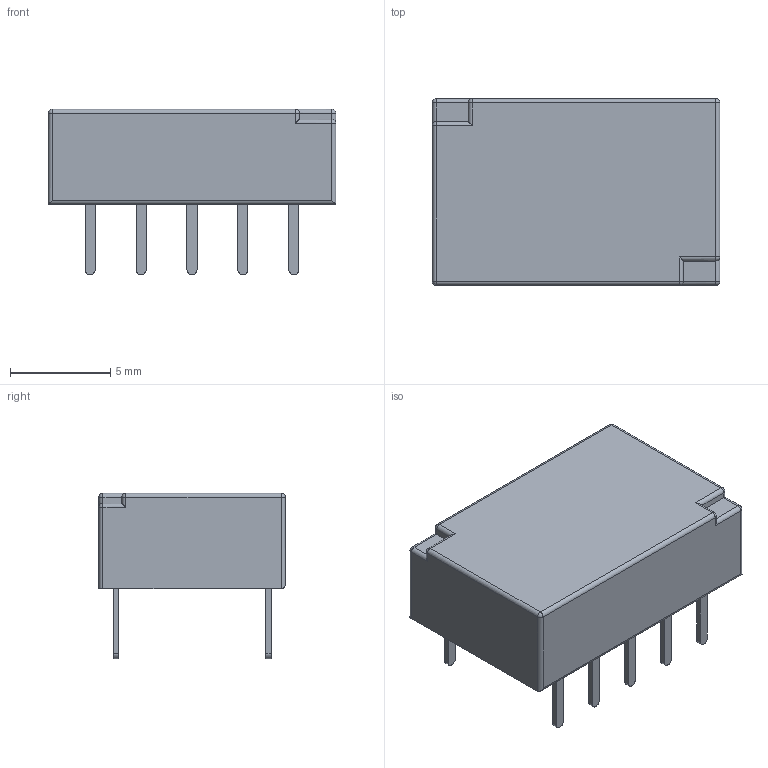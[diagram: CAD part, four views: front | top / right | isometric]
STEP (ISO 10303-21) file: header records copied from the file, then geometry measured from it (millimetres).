
FILE_DESCRIPTION (( 'STEP AP214' ), '1' );
FILE_NAME ('RELAYS-TH_P-24.step', '2022-07-09T14:29:45', ( '' ), ( '' ), 'SwSTEP 2.0', 'SolidWorks 2020', '' );
FILE_SCHEMA (( 'AUTOMOTIVE_DESIGN' ));
Length unit declared in the file: millimetre
Products named in the file (1): RELAYS-TH_P-24
Bounding box: 14.35 x 9.31 x 8.25 mm (x, y, z)
Volume: 635.4 mm3; surface area: 539.1 mm2
Topology: 16 solids, 16 shells, 394 faces, 1005 edges, 654 vertices
Faces by surface type: plane 236, bspline 112, cylinder 38, sphere 8
Entity records: 16746 total; most frequent: CARTESIAN_POINT 4174, ORIENTED_EDGE 1994, DIRECTION 1387, EDGE_CURVE 997, LINE 701, VECTOR 701, VERTEX_POINT 654, EDGE_LOOP 417
